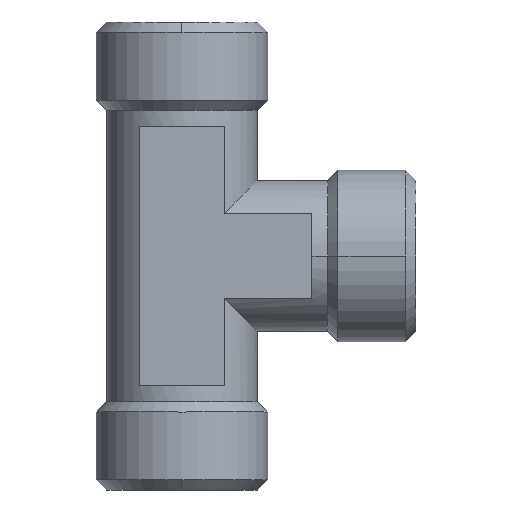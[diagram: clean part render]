
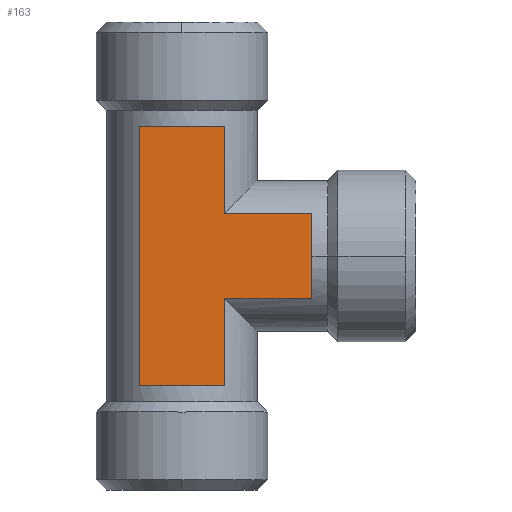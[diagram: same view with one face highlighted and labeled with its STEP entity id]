
A CAD part, left-side view. The second image highlights one B-rep face of the part: STEP entity #163.
In plain terms, the highlighted planar face has unit normal (-1, 0, 0).
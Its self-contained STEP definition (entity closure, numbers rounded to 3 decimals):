
#163=ADVANCED_FACE('NONE',(#324),#325,.F.);
#324=FACE_OUTER_BOUND('',#475,.T.);
#325=PLANE('',#476);
#475=EDGE_LOOP('',(#894,#895,#896,#897,#898,#899,#900,#901));
#476=AXIS2_PLACEMENT_3D('',#902,#903,#904);
#894=ORIENTED_EDGE('',*,*,#1042,.F.);
#895=ORIENTED_EDGE('',*,*,#1059,.T.);
#896=ORIENTED_EDGE('',*,*,#1021,.T.);
#897=ORIENTED_EDGE('',*,*,#997,.F.);
#898=ORIENTED_EDGE('',*,*,#1006,.T.);
#899=ORIENTED_EDGE('',*,*,#1062,.T.);
#900=ORIENTED_EDGE('',*,*,#1070,.F.);
#901=ORIENTED_EDGE('',*,*,#1060,.F.);
#902=CARTESIAN_POINT('',(-6.0,-12.5,12.5));
#903=DIRECTION('',(1.0,-0.0,0.0));
#904=DIRECTION('',(0.0,1.0,0.0));
#997=EDGE_CURVE('NONE',#1228,#1229,#1230,.T.);
#1006=EDGE_CURVE('NONE',#1228,#1241,#1243,.T.);
#1021=EDGE_CURVE('NONE',#1259,#1229,#1260,.T.);
#1042=EDGE_CURVE('NONE',#1284,#1285,#1286,.T.);
#1059=EDGE_CURVE('NONE',#1284,#1259,#1304,.T.);
#1060=EDGE_CURVE('NONE',#1285,#1305,#1306,.T.);
#1062=EDGE_CURVE('NONE',#1241,#1307,#1309,.T.);
#1070=EDGE_CURVE('NONE',#1305,#1307,#1317,.T.);
#1228=VERTEX_POINT('NONE',#1544);
#1229=VERTEX_POINT('NONE',#1545);
#1230=LINE('',#1546,#1547);
#1241=VERTEX_POINT('NONE',#1561);
#1243=LINE('',#1573,#1574);
#1259=VERTEX_POINT('NONE',#1592);
#1260=LINE('',#1593,#1594);
#1284=VERTEX_POINT('NONE',#1652);
#1285=VERTEX_POINT('NONE',#1653);
#1286=LINE('',#1654,#1655);
#1304=LINE('',#1675,#1676);
#1305=VERTEX_POINT('NONE',#1677);
#1306=LINE('',#1678,#1679);
#1307=VERTEX_POINT('NONE',#1680);
#1309=LINE('',#1682,#1683);
#1317=LINE('',#1693,#1694);
#1544=CARTESIAN_POINT('',(-6.,-12.5,4.07));
#1545=CARTESIAN_POINT('',(-6.,-12.5,-4.07));
#1546=CARTESIAN_POINT('',(-6.0,-12.5,0.0));
#1547=VECTOR('',#1849,1000.0);
#1561=CARTESIAN_POINT('',(-6.,-4.07,4.07));
#1573=CARTESIAN_POINT('',(-6.,-9.005,4.07));
#1574=VECTOR('',#1862,1000.0);
#1592=CARTESIAN_POINT('',(-6.,-4.07,-4.07));
#1593=CARTESIAN_POINT('',(-6.,-9.005,-4.07));
#1594=VECTOR('',#1883,1000.0);
#1652=CARTESIAN_POINT('',(-6.,-4.07,-12.5));
#1653=CARTESIAN_POINT('',(-6.0,4.07,-12.5));
#1654=CARTESIAN_POINT('',(-6.0,-4.215,-12.5));
#1655=VECTOR('',#1903,1000.0);
#1675=CARTESIAN_POINT('',(-6.,-4.07,-9.005));
#1676=VECTOR('',#1924,1000.0);
#1677=CARTESIAN_POINT('',(-6.0,4.07,12.5));
#1678=CARTESIAN_POINT('',(-6.0,4.07,0.0));
#1679=VECTOR('',#1925,1000.0);
#1680=CARTESIAN_POINT('',(-6.,-4.07,12.5));
#1682=CARTESIAN_POINT('',(-6.,-4.07,9.005));
#1683=VECTOR('',#1929,1000.0);
#1693=CARTESIAN_POINT('',(-6.0,-4.215,12.5));
#1694=VECTOR('',#1935,1000.0);
#1849=DIRECTION('',(0.0,0.0,-1.0));
#1862=DIRECTION('',(0.0,1.0,0.0));
#1883=DIRECTION('',(-0.0,-1.0,-0.0));
#1903=DIRECTION('',(0.0,1.0,0.0));
#1924=DIRECTION('',(0.0,0.0,1.0));
#1925=DIRECTION('',(-0.0,-0.0,1.0));
#1929=DIRECTION('',(0.0,0.0,1.0));
#1935=DIRECTION('',(-0.0,-1.0,-0.0));
